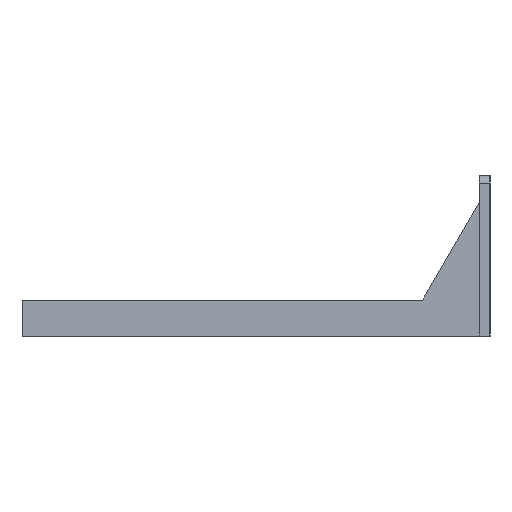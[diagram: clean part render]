
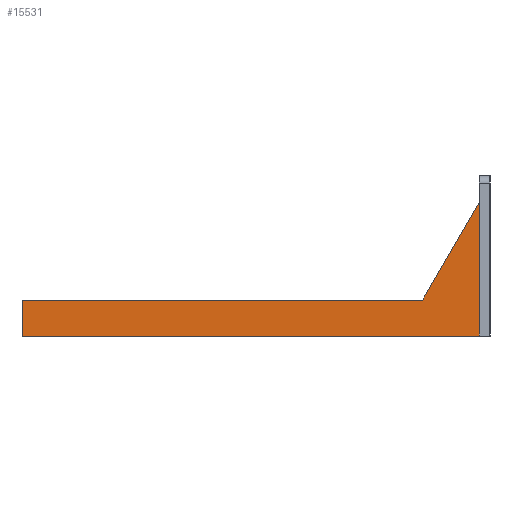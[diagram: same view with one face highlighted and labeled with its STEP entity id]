
A CAD part, left-side view. The second image highlights one B-rep face of the part: STEP entity #15531.
In plain terms, the highlighted planar face has unit normal (-1, 0, 0).
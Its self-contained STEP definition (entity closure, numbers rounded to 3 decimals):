
#207 = PLANE('',#208);
#208 = AXIS2_PLACEMENT_3D('',#209,#210,#211);
#209 = CARTESIAN_POINT('',(224.5,3.,0.));
#210 = DIRECTION('',(0.,1.,0.));
#211 = DIRECTION('',(-0.,-0.,-1.));
#4993 = PLANE('',#4994);
#4994 = AXIS2_PLACEMENT_3D('',#4995,#4996,#4997);
#4995 = CARTESIAN_POINT('',(195.,0.,10.));
#4996 = DIRECTION('',(0.,0.,1.));
#4997 = DIRECTION('',(1.,0.,0.));
#5076 = PLANE('',#5077);
#5077 = AXIS2_PLACEMENT_3D('',#5078,#5079,#5080);
#5078 = CARTESIAN_POINT('',(29.5,0.,0.));
#5079 = DIRECTION('',(0.,0.,1.));
#5080 = DIRECTION('',(1.,0.,0.));
#5235 = VERTEX_POINT('',#5236);
#5236 = CARTESIAN_POINT('',(-1.6,3.,0.));
#5257 = EDGE_CURVE('',#5258,#5235,#5260,.T.);
#5258 = VERTEX_POINT('',#5259);
#5259 = CARTESIAN_POINT('',(-1.6,3.,37.058));
#5260 = SURFACE_CURVE('',#5261,(#5265,#5272),.PCURVE_S1.);
#5261 = LINE('',#5262,#5263);
#5262 = CARTESIAN_POINT('',(-1.6,3.,37.058));
#5263 = VECTOR('',#5264,1.);
#5264 = DIRECTION('',(0.,0.,-1.));
#5265 = PCURVE('',#207,#5266);
#5266 = DEFINITIONAL_REPRESENTATION('',(#5267),#5271);
#5267 = LINE('',#5268,#5269);
#5268 = CARTESIAN_POINT('',(-37.058,226.1));
#5269 = VECTOR('',#5270,1.);
#5270 = DIRECTION('',(1.,0.));
#5271 = ( GEOMETRIC_REPRESENTATION_CONTEXT(2) 
PARAMETRIC_REPRESENTATION_CONTEXT() REPRESENTATION_CONTEXT('2D SPACE',''
  ) );
#5272 = PCURVE('',#5273,#5278);
#5273 = PLANE('',#5274);
#5274 = AXIS2_PLACEMENT_3D('',#5275,#5276,#5277);
#5275 = CARTESIAN_POINT('',(-1.6,0.,0.));
#5276 = DIRECTION('',(1.,0.,0.));
#5277 = DIRECTION('',(0.,0.,1.));
#5278 = DEFINITIONAL_REPRESENTATION('',(#5279),#5283);
#5279 = LINE('',#5280,#5281);
#5280 = CARTESIAN_POINT('',(37.058,-3.));
#5281 = VECTOR('',#5282,1.);
#5282 = DIRECTION('',(-1.,0.));
#5283 = ( GEOMETRIC_REPRESENTATION_CONTEXT(2) 
PARAMETRIC_REPRESENTATION_CONTEXT() REPRESENTATION_CONTEXT('2D SPACE',''
  ) );
#5300 = PLANE('',#5301);
#5301 = AXIS2_PLACEMENT_3D('',#5302,#5303,#5304);
#5302 = CARTESIAN_POINT('',(0.,0.,42.225));
#5303 = DIRECTION('',(-0.,-0.865,-0.502));
#5304 = DIRECTION('',(0.,0.502,-0.865));
#14718 = VERTEX_POINT('',#14719);
#14719 = CARTESIAN_POINT('',(-1.6,130.,10.));
#14733 = PLANE('',#14734);
#14734 = AXIS2_PLACEMENT_3D('',#14735,#14736,#14737);
#14735 = CARTESIAN_POINT('',(0.,130.,0.));
#14736 = DIRECTION('',(0.,1.,0.));
#14737 = DIRECTION('',(1.,0.,0.));
#14745 = EDGE_CURVE('',#14746,#14718,#14748,.T.);
#14746 = VERTEX_POINT('',#14747);
#14747 = CARTESIAN_POINT('',(-1.6,18.708,10.));
#14748 = SURFACE_CURVE('',#14749,(#14753,#14760),.PCURVE_S1.);
#14749 = LINE('',#14750,#14751);
#14750 = CARTESIAN_POINT('',(-1.6,0.,10.));
#14751 = VECTOR('',#14752,1.);
#14752 = DIRECTION('',(0.,1.,0.));
#14753 = PCURVE('',#4993,#14754);
#14754 = DEFINITIONAL_REPRESENTATION('',(#14755),#14759);
#14755 = LINE('',#14756,#14757);
#14756 = CARTESIAN_POINT('',(-196.6,0.));
#14757 = VECTOR('',#14758,1.);
#14758 = DIRECTION('',(0.,1.));
#14759 = ( GEOMETRIC_REPRESENTATION_CONTEXT(2) 
PARAMETRIC_REPRESENTATION_CONTEXT() REPRESENTATION_CONTEXT('2D SPACE',''
  ) );
#14760 = PCURVE('',#5273,#14761);
#14761 = DEFINITIONAL_REPRESENTATION('',(#14762),#14766);
#14762 = LINE('',#14763,#14764);
#14763 = CARTESIAN_POINT('',(10.,0.));
#14764 = VECTOR('',#14765,1.);
#14765 = DIRECTION('',(0.,-1.));
#14766 = ( GEOMETRIC_REPRESENTATION_CONTEXT(2) 
PARAMETRIC_REPRESENTATION_CONTEXT() REPRESENTATION_CONTEXT('2D SPACE',''
  ) );
#14894 = EDGE_CURVE('',#14895,#5235,#14897,.T.);
#14895 = VERTEX_POINT('',#14896);
#14896 = CARTESIAN_POINT('',(-1.6,130.,0.));
#14897 = SURFACE_CURVE('',#14898,(#14902,#14909),.PCURVE_S1.);
#14898 = LINE('',#14899,#14900);
#14899 = CARTESIAN_POINT('',(-1.6,130.,0.));
#14900 = VECTOR('',#14901,1.);
#14901 = DIRECTION('',(0.,-1.,0.));
#14902 = PCURVE('',#5076,#14903);
#14903 = DEFINITIONAL_REPRESENTATION('',(#14904),#14908);
#14904 = LINE('',#14905,#14906);
#14905 = CARTESIAN_POINT('',(-31.1,130.));
#14906 = VECTOR('',#14907,1.);
#14907 = DIRECTION('',(0.,-1.));
#14908 = ( GEOMETRIC_REPRESENTATION_CONTEXT(2) 
PARAMETRIC_REPRESENTATION_CONTEXT() REPRESENTATION_CONTEXT('2D SPACE',''
  ) );
#14909 = PCURVE('',#5273,#14910);
#14910 = DEFINITIONAL_REPRESENTATION('',(#14911),#14915);
#14911 = LINE('',#14912,#14913);
#14912 = CARTESIAN_POINT('',(0.,-130.));
#14913 = VECTOR('',#14914,1.);
#14914 = DIRECTION('',(0.,1.));
#14915 = ( GEOMETRIC_REPRESENTATION_CONTEXT(2) 
PARAMETRIC_REPRESENTATION_CONTEXT() REPRESENTATION_CONTEXT('2D SPACE',''
  ) );
#15483 = EDGE_CURVE('',#5258,#14746,#15484,.T.);
#15484 = SURFACE_CURVE('',#15485,(#15489,#15496),.PCURVE_S1.);
#15485 = LINE('',#15486,#15487);
#15486 = CARTESIAN_POINT('',(-1.6,0.,42.225));
#15487 = VECTOR('',#15488,1.);
#15488 = DIRECTION('',(0.,0.502,-0.865));
#15489 = PCURVE('',#5300,#15490);
#15490 = DEFINITIONAL_REPRESENTATION('',(#15491),#15495);
#15491 = LINE('',#15492,#15493);
#15492 = CARTESIAN_POINT('',(0.,-1.6));
#15493 = VECTOR('',#15494,1.);
#15494 = DIRECTION('',(1.,0.));
#15495 = ( GEOMETRIC_REPRESENTATION_CONTEXT(2) 
PARAMETRIC_REPRESENTATION_CONTEXT() REPRESENTATION_CONTEXT('2D SPACE',''
  ) );
#15496 = PCURVE('',#5273,#15497);
#15497 = DEFINITIONAL_REPRESENTATION('',(#15498),#15502);
#15498 = LINE('',#15499,#15500);
#15499 = CARTESIAN_POINT('',(42.225,0.));
#15500 = VECTOR('',#15501,1.);
#15501 = DIRECTION('',(-0.865,-0.502));
#15502 = ( GEOMETRIC_REPRESENTATION_CONTEXT(2) 
PARAMETRIC_REPRESENTATION_CONTEXT() REPRESENTATION_CONTEXT('2D SPACE',''
  ) );
#15531 = ADVANCED_FACE('',(#15532),#5273,.F.);
#15532 = FACE_BOUND('',#15533,.F.);
#15533 = EDGE_LOOP('',(#15534,#15535,#15556,#15557,#15558));
#15534 = ORIENTED_EDGE('',*,*,#14894,.F.);
#15535 = ORIENTED_EDGE('',*,*,#15536,.T.);
#15536 = EDGE_CURVE('',#14895,#14718,#15537,.T.);
#15537 = SURFACE_CURVE('',#15538,(#15542,#15549),.PCURVE_S1.);
#15538 = LINE('',#15539,#15540);
#15539 = CARTESIAN_POINT('',(-1.6,130.,0.));
#15540 = VECTOR('',#15541,1.);
#15541 = DIRECTION('',(0.,0.,1.));
#15542 = PCURVE('',#5273,#15543);
#15543 = DEFINITIONAL_REPRESENTATION('',(#15544),#15548);
#15544 = LINE('',#15545,#15546);
#15545 = CARTESIAN_POINT('',(0.,-130.));
#15546 = VECTOR('',#15547,1.);
#15547 = DIRECTION('',(1.,0.));
#15548 = ( GEOMETRIC_REPRESENTATION_CONTEXT(2) 
PARAMETRIC_REPRESENTATION_CONTEXT() REPRESENTATION_CONTEXT('2D SPACE',''
  ) );
#15549 = PCURVE('',#14733,#15550);
#15550 = DEFINITIONAL_REPRESENTATION('',(#15551),#15555);
#15551 = LINE('',#15552,#15553);
#15552 = CARTESIAN_POINT('',(-1.6,0.));
#15553 = VECTOR('',#15554,1.);
#15554 = DIRECTION('',(0.,-1.));
#15555 = ( GEOMETRIC_REPRESENTATION_CONTEXT(2) 
PARAMETRIC_REPRESENTATION_CONTEXT() REPRESENTATION_CONTEXT('2D SPACE',''
  ) );
#15556 = ORIENTED_EDGE('',*,*,#14745,.F.);
#15557 = ORIENTED_EDGE('',*,*,#15483,.F.);
#15558 = ORIENTED_EDGE('',*,*,#5257,.T.);
